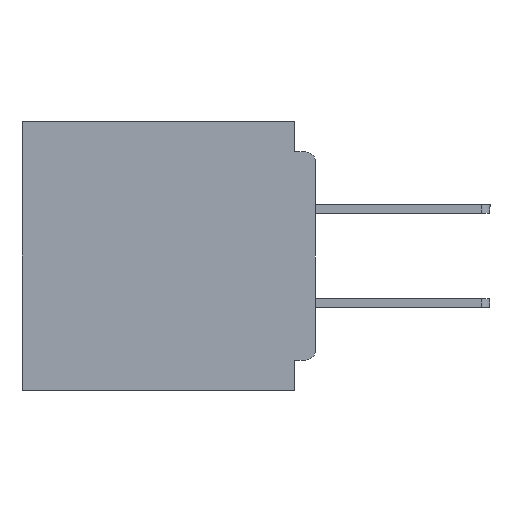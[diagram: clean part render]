
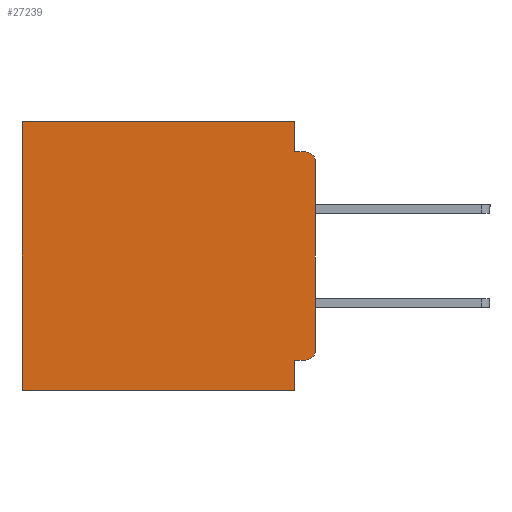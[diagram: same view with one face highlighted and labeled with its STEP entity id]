
A CAD part, left-side view. The second image highlights one B-rep face of the part: STEP entity #27239.
In plain terms, the highlighted planar face has unit normal (-1, 0, 0).
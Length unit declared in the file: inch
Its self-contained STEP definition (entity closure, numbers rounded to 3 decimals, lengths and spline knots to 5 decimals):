
#73 = CARTESIAN_POINT ( 'NONE',  ( 0.3, 0.015, -0.34 ) ) ;
#380 = EDGE_CURVE ( 'NONE', #33223, #4007, #7789, .T. ) ;
#1256 = CARTESIAN_POINT ( 'NONE',  ( 0.3, 0.031, -0.4 ) ) ;
#2678 = PLANE ( 'NONE',  #29940 ) ;
#2892 = VERTEX_POINT ( 'NONE', #44942 ) ;
#3537 = EDGE_CURVE ( 'NONE', #42283, #9476, #6596, .T. ) ;
#3595 = EDGE_CURVE ( 'NONE', #27091, #18044, #4322, .T. ) ;
#3750 = DIRECTION ( 'NONE',  ( 0., 0., -1. ) ) ;
#4007 = VERTEX_POINT ( 'NONE', #46906 ) ;
#4169 = CARTESIAN_POINT ( 'NONE',  ( 0.3, 0.031, -0.355 ) ) ;
#4322 = LINE ( 'NONE', #25556, #12938 ) ;
#6356 = DIRECTION ( 'NONE',  ( 0., 0., -1. ) ) ;
#6596 = LINE ( 'NONE', #28171, #15255 ) ;
#6720 = CARTESIAN_POINT ( 'NONE',  ( 0.3, 0., 0. ) ) ;
#7618 = CARTESIAN_POINT ( 'NONE',  ( 0.3, 0.437, -0.4 ) ) ;
#7670 = EDGE_CURVE ( 'NONE', #18044, #42283, #23486, .T. ) ;
#7789 = LINE ( 'NONE', #21225, #44348 ) ;
#7976 = LINE ( 'NONE', #6720, #26308 ) ;
#9061 = VECTOR ( 'NONE', #14033, 39.37008 ) ;
#9122 = ORIENTED_EDGE ( 'NONE', *, *, #25184, .T. ) ;
#9476 = VERTEX_POINT ( 'NONE', #7618 ) ;
#10440 = EDGE_CURVE ( 'NONE', #37997, #24200, #38666, .T. ) ;
#11858 = CIRCLE ( 'NONE', #35548, 0.015 ) ;
#12493 = AXIS2_PLACEMENT_3D ( 'NONE', #73, #25694, #3750 ) ;
#12814 = CARTESIAN_POINT ( 'NONE',  ( 0.3, 0.015, -0.355 ) ) ;
#12938 = VECTOR ( 'NONE', #23949, 39.37008 ) ;
#13713 = VECTOR ( 'NONE', #27918, 39.37008 ) ;
#14033 = DIRECTION ( 'NONE',  ( 0., 0., -1. ) ) ;
#14297 = CARTESIAN_POINT ( 'NONE',  ( 0.3, 0.015, -0.06 ) ) ;
#15207 = CARTESIAN_POINT ( 'NONE',  ( 0.3, 0., -0.06 ) ) ;
#15255 = VECTOR ( 'NONE', #15706, 39.37008 ) ;
#15706 = DIRECTION ( 'NONE',  ( 0., 1., 0. ) ) ;
#16170 = EDGE_CURVE ( 'NONE', #24200, #2892, #24742, .T. ) ;
#16411 = ORIENTED_EDGE ( 'NONE', *, *, #26702, .T. ) ;
#17176 = VERTEX_POINT ( 'NONE', #28726 ) ;
#17716 = LINE ( 'NONE', #35928, #9061 ) ;
#18036 = DIRECTION ( 'NONE',  ( 0., 0., -1. ) ) ;
#18044 = VERTEX_POINT ( 'NONE', #4169 ) ;
#19675 = EDGE_CURVE ( 'NONE', #33223, #2892, #11858, .T. ) ;
#20483 = CARTESIAN_POINT ( 'NONE',  ( 0.3, 0.031, -0.4 ) ) ;
#20600 = FACE_OUTER_BOUND ( 'NONE', #40496, .T. ) ;
#21225 = CARTESIAN_POINT ( 'NONE',  ( 0.3, 0., -0.4 ) ) ;
#22473 = ORIENTED_EDGE ( 'NONE', *, *, #19675, .T. ) ;
#23486 = LINE ( 'NONE', #20483, #13713 ) ;
#23949 = DIRECTION ( 'NONE',  ( 0., 1., 0. ) ) ;
#24200 = VERTEX_POINT ( 'NONE', #33778 ) ;
#24742 = LINE ( 'NONE', #36114, #41830 ) ;
#25184 = EDGE_CURVE ( 'NONE', #17176, #9476, #17716, .T. ) ;
#25427 = DIRECTION ( 'NONE',  ( 0., -1., 0. ) ) ;
#25556 = CARTESIAN_POINT ( 'NONE',  ( 0.3, 0., -0.355 ) ) ;
#25694 = DIRECTION ( 'NONE',  ( -1., 0., 0. ) ) ;
#26308 = VECTOR ( 'NONE', #36004, 39.37008 ) ;
#26702 = EDGE_CURVE ( 'NONE', #37997, #17176, #7976, .T. ) ;
#27091 = VERTEX_POINT ( 'NONE', #12814 ) ;
#27239 = ADVANCED_FACE ( 'NONE', ( #20600 ), #2678, .F. ) ;
#27541 = CARTESIAN_POINT ( 'NONE',  ( 0.3, 0.031, 0. ) ) ;
#27588 = ORIENTED_EDGE ( 'NONE', *, *, #42714, .T. ) ;
#27918 = DIRECTION ( 'NONE',  ( 0., 0., -1. ) ) ;
#28137 = CARTESIAN_POINT ( 'NONE',  ( 0.3, 0., -0.4 ) ) ;
#28171 = CARTESIAN_POINT ( 'NONE',  ( 0.3, 0., -0.4 ) ) ;
#28216 = ORIENTED_EDGE ( 'NONE', *, *, #10440, .F. ) ;
#28281 = DIRECTION ( 'NONE',  ( 1., 0., 0. ) ) ;
#28726 = CARTESIAN_POINT ( 'NONE',  ( 0.3, 0.437, 0. ) ) ;
#29940 = AXIS2_PLACEMENT_3D ( 'NONE', #28137, #28281, #6356 ) ;
#32628 = ORIENTED_EDGE ( 'NONE', *, *, #3537, .F. ) ;
#33223 = VERTEX_POINT ( 'NONE', #15207 ) ;
#33778 = CARTESIAN_POINT ( 'NONE',  ( 0.3, 0.031, -0.045 ) ) ;
#35548 = AXIS2_PLACEMENT_3D ( 'NONE', #14297, #39806, #18036 ) ;
#35928 = CARTESIAN_POINT ( 'NONE',  ( 0.3, 0.437, -0.4 ) ) ;
#36004 = DIRECTION ( 'NONE',  ( 0., 1., 0. ) ) ;
#36114 = CARTESIAN_POINT ( 'NONE',  ( 0.3, 0., -0.045 ) ) ;
#37997 = VERTEX_POINT ( 'NONE', #40028 ) ;
#38666 = LINE ( 'NONE', #27541, #47157 ) ;
#39005 = ORIENTED_EDGE ( 'NONE', *, *, #16170, .F. ) ;
#39806 = DIRECTION ( 'NONE',  ( -1., 0., 0. ) ) ;
#40028 = CARTESIAN_POINT ( 'NONE',  ( 0.3, 0.031, 0. ) ) ;
#40496 = EDGE_LOOP ( 'NONE', ( #43503, #22473, #39005, #28216, #16411, #9122, #32628, #43415, #46276, #27588 ) ) ;
#40504 = CIRCLE ( 'NONE', #12493, 0.015 ) ;
#41830 = VECTOR ( 'NONE', #25427, 39.37008 ) ;
#42047 = DIRECTION ( 'NONE',  ( 0., 0., -1. ) ) ;
#42283 = VERTEX_POINT ( 'NONE', #1256 ) ;
#42714 = EDGE_CURVE ( 'NONE', #27091, #4007, #40504, .T. ) ;
#43415 = ORIENTED_EDGE ( 'NONE', *, *, #7670, .F. ) ;
#43503 = ORIENTED_EDGE ( 'NONE', *, *, #380, .F. ) ;
#44348 = VECTOR ( 'NONE', #46027, 39.37008 ) ;
#44942 = CARTESIAN_POINT ( 'NONE',  ( 0.3, 0.015, -0.045 ) ) ;
#46027 = DIRECTION ( 'NONE',  ( 0., 0., -1. ) ) ;
#46276 = ORIENTED_EDGE ( 'NONE', *, *, #3595, .F. ) ;
#46906 = CARTESIAN_POINT ( 'NONE',  ( 0.3, 0., -0.34 ) ) ;
#47157 = VECTOR ( 'NONE', #42047, 39.37008 ) ;
